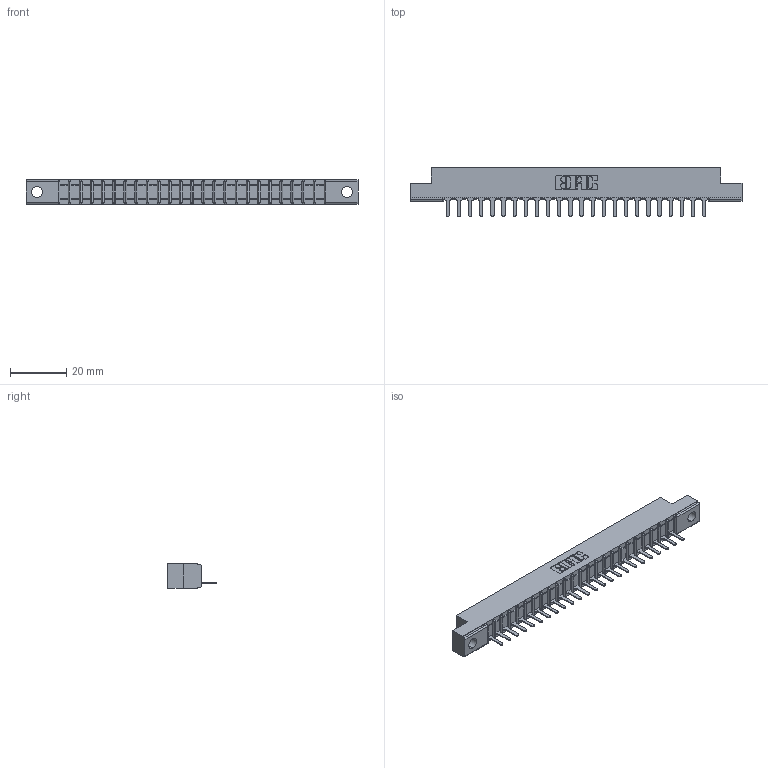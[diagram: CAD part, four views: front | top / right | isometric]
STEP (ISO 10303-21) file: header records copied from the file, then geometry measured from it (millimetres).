
FILE_DESCRIPTION (( 'STEP AP203' ), '1' );
FILE_NAME ('357-024-425-102.STEP', '2020-10-01T12:06:49', ( '' ), ( '' ), 'SwSTEP 2.0', 'SolidWorks 2020', '' );
FILE_SCHEMA (( 'CONFIG_CONTROL_DESIGN' ));
Length unit declared in the file: inch
Products named in the file (3): 357-024-425-102; 307 Part_.128 Dia Mounting Holes; 307-290-001_525
Assembly tree (25 placements, depth 2):
  357-024-425-102
    307 Part_.128 Dia Mounting Holes
    307-290-001_525  x24
Bounding box: 118.11 x 17.42 x 8.71 mm (x, y, z)
Volume: 7345.5 mm3; surface area: 11163.1 mm2
Topology: 25 solids, 25 shells, 1487 faces, 4211 edges, 2706 vertices
Faces by surface type: plane 958, cylinder 479, sphere 50
Entity records: 22764 total; most frequent: CARTESIAN_POINT 3828, ORIENTED_EDGE 3814, DIRECTION 3733, EDGE_CURVE 1907, VECTOR 1455, LINE 1455, VERTEX_POINT 1234, AXIS2_PLACEMENT_3D 1139
